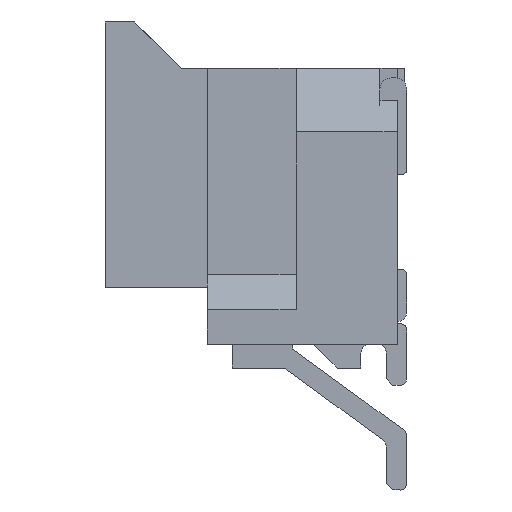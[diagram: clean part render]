
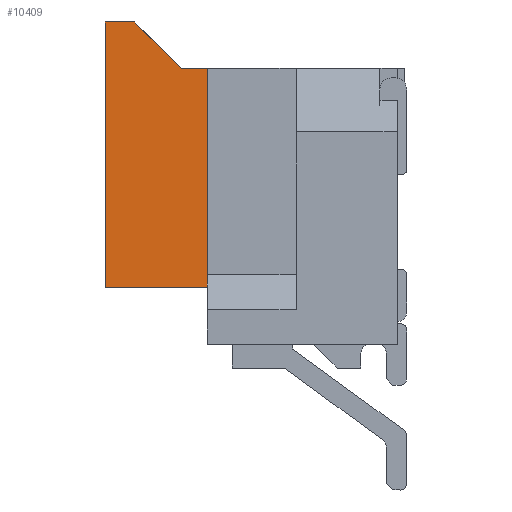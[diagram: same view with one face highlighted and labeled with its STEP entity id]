
A CAD part, left-side view. The second image highlights one B-rep face of the part: STEP entity #10409.
In plain terms, the highlighted planar face has unit normal (-1, 0, 0).
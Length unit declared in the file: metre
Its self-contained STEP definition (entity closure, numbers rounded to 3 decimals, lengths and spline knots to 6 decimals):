
#2311=ORIENTED_EDGE('',*,*,#4102,.F.);
#2312=ORIENTED_EDGE('',*,*,#4707,.F.);
#2313=ORIENTED_EDGE('',*,*,#4708,.F.);
#2314=ORIENTED_EDGE('',*,*,#4709,.F.);
#2315=ORIENTED_EDGE('',*,*,#3486,.F.);
#2316=ORIENTED_EDGE('',*,*,#4313,.F.);
#3486=EDGE_CURVE('',#4926,#4927,#5863,.T.);
#4102=EDGE_CURVE('',#5469,#5470,#6397,.T.);
#4313=EDGE_CURVE('',#5470,#4926,#6589,.T.);
#4707=EDGE_CURVE('',#5818,#5469,#6947,.T.);
#4708=EDGE_CURVE('',#5819,#5818,#6948,.T.);
#4709=EDGE_CURVE('',#4927,#5819,#6949,.T.);
#4926=VERTEX_POINT('',#16269);
#4927=VERTEX_POINT('',#16271);
#5469=VERTEX_POINT('',#17543);
#5470=VERTEX_POINT('',#17545);
#5818=VERTEX_POINT('',#18673);
#5819=VERTEX_POINT('',#18675);
#5863=LINE('',#16270,#7163);
#6397=LINE('',#17544,#7697);
#6589=LINE('',#17950,#7889);
#6947=LINE('',#18672,#8247);
#6948=LINE('',#18674,#8248);
#6949=LINE('',#18676,#8249);
#7163=VECTOR('',#13585,1.);
#7697=VECTOR('',#14513,1.);
#7889=VECTOR('',#14849,1.);
#8247=VECTOR('',#15523,1.);
#8248=VECTOR('',#15524,1.);
#8249=VECTOR('',#15525,1.);
#8781=EDGE_LOOP('',(#2311,#2312,#2313,#2314,#2315,#2316));
#9374=FACE_BOUND('',#8781,.T.);
#9900=PLANE('',#13310);
#10409=ADVANCED_FACE('',(#9374),#9900,.T.);
#13310=AXIS2_PLACEMENT_3D('',#18671,#15521,#15522);
#13585=DIRECTION('',(0.,1.,0.));
#14513=DIRECTION('',(0.,-1.,0.));
#14849=DIRECTION('',(0.,0.,-1.));
#15521=DIRECTION('',(-1.,0.,0.));
#15522=DIRECTION('',(0.,0.,1.));
#15523=DIRECTION('',(0.,-0.707,-0.707));
#15524=DIRECTION('',(0.,-1.,0.));
#15525=DIRECTION('',(0.,0.,1.));
#16269=CARTESIAN_POINT('',(-0.0028,0.00299,0.0018));
#16270=CARTESIAN_POINT('',(-0.0028,0.00299,0.0018));
#16271=CARTESIAN_POINT('',(-0.0028,0.0062,0.0018));
#17543=CARTESIAN_POINT('',(-0.0028,0.00381,0.00869));
#17544=CARTESIAN_POINT('',(-0.0028,-0.00299,0.00869));
#17545=CARTESIAN_POINT('',(-0.0028,0.00299,0.00869));
#17950=CARTESIAN_POINT('',(-0.0028,0.00299,0.));
#18671=CARTESIAN_POINT('',(-0.0028,-0.00299,0.00869));
#18672=CARTESIAN_POINT('',(-0.0028,0.00527,0.01015));
#18673=CARTESIAN_POINT('',(-0.0028,0.00527,0.01015));
#18674=CARTESIAN_POINT('',(-0.0028,0.0062,0.01015));
#18675=CARTESIAN_POINT('',(-0.0028,0.0062,0.01015));
#18676=CARTESIAN_POINT('',(-0.0028,0.0062,0.0018));
